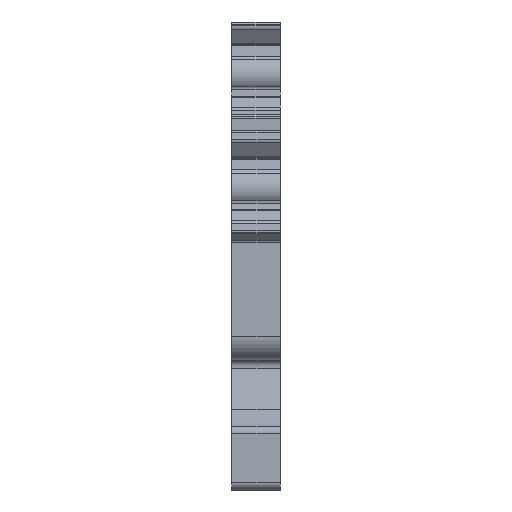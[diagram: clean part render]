
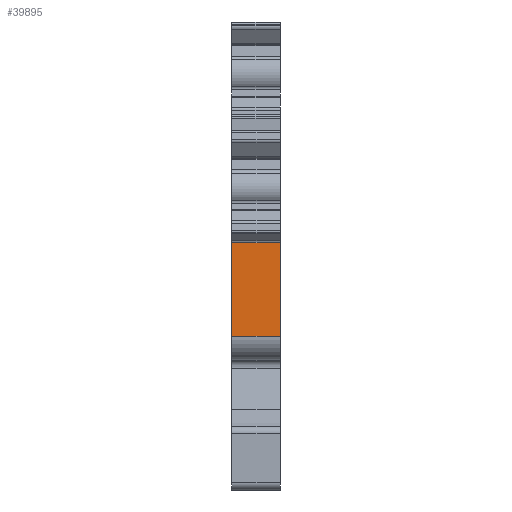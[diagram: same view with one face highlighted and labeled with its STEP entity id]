
A CAD part, left-side view. The second image highlights one B-rep face of the part: STEP entity #39895.
In plain terms, the highlighted planar face has unit normal (-1, 0, 0).
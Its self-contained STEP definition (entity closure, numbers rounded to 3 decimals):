
#173 = DIRECTION ( 'NONE',  ( 0., -1., 0. ) ) ;
#2572 = CARTESIAN_POINT ( 'NONE',  ( -56.9, 0., 8.734 ) ) ;
#2805 = LINE ( 'NONE', #40299, #11601 ) ;
#5019 = EDGE_CURVE ( 'NONE', #37636, #30332, #18162, .T. ) ;
#5183 = LINE ( 'NONE', #19262, #37652 ) ;
#6073 = VECTOR ( 'NONE', #173, 1000. ) ;
#6864 = EDGE_CURVE ( 'NONE', #26016, #33470, #5183, .T. ) ;
#8581 = CARTESIAN_POINT ( 'NONE',  ( -56.9, 5., 8.734 ) ) ;
#8671 = ORIENTED_EDGE ( 'NONE', *, *, #31046, .F. ) ;
#8952 = EDGE_LOOP ( 'NONE', ( #12572, #8671, #12813, #26139 ) ) ;
#9085 = CARTESIAN_POINT ( 'NONE',  ( -56.9, 0., 18.488 ) ) ;
#11601 = VECTOR ( 'NONE', #19531, 1000. ) ;
#12572 = ORIENTED_EDGE ( 'NONE', *, *, #6864, .F. ) ;
#12813 = ORIENTED_EDGE ( 'NONE', *, *, #5019, .T. ) ;
#17733 = EDGE_CURVE ( 'NONE', #30332, #33470, #2805, .T. ) ;
#18162 = LINE ( 'NONE', #31556, #32499 ) ;
#19262 = CARTESIAN_POINT ( 'NONE',  ( -56.9, 0., 8.734 ) ) ;
#19531 = DIRECTION ( 'NONE',  ( 0., -1., 0. ) ) ;
#22739 = DIRECTION ( 'NONE',  ( 0., 1., 0. ) ) ;
#24341 = CARTESIAN_POINT ( 'NONE',  ( -56.9, 5., 18.488 ) ) ;
#26016 = VERTEX_POINT ( 'NONE', #9085 ) ;
#26139 = ORIENTED_EDGE ( 'NONE', *, *, #17733, .T. ) ;
#26213 = DIRECTION ( 'NONE',  ( 0., 0., -1. ) ) ;
#26530 = DIRECTION ( 'NONE',  ( -1., 0., 0. ) ) ;
#30332 = VERTEX_POINT ( 'NONE', #8581 ) ;
#30795 = LINE ( 'NONE', #24341, #6073 ) ;
#31046 = EDGE_CURVE ( 'NONE', #37636, #26016, #30795, .T. ) ;
#31556 = CARTESIAN_POINT ( 'NONE',  ( -56.9, 5., 8.734 ) ) ;
#32414 = CARTESIAN_POINT ( 'NONE',  ( -56.9, 5., 18.488 ) ) ;
#32499 = VECTOR ( 'NONE', #35168, 1000. ) ;
#32547 = PLANE ( 'NONE',  #41229 ) ;
#32759 = FACE_OUTER_BOUND ( 'NONE', #8952, .T. ) ;
#33470 = VERTEX_POINT ( 'NONE', #2572 ) ;
#35168 = DIRECTION ( 'NONE',  ( 0., 0., -1. ) ) ;
#37636 = VERTEX_POINT ( 'NONE', #32414 ) ;
#37652 = VECTOR ( 'NONE', #26213, 1000. ) ;
#39895 = ADVANCED_FACE ( 'NONE', ( #32759 ), #32547, .T. ) ;
#40103 = CARTESIAN_POINT ( 'NONE',  ( -56.9, 5., 8.734 ) ) ;
#40299 = CARTESIAN_POINT ( 'NONE',  ( -56.9, 5., 8.734 ) ) ;
#41229 = AXIS2_PLACEMENT_3D ( 'NONE', #40103, #26530, #22739 ) ;
